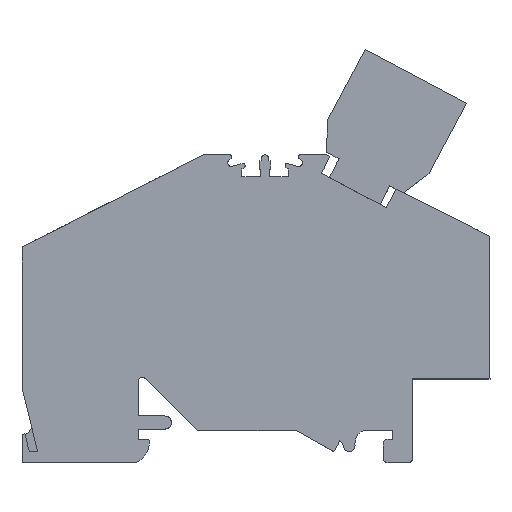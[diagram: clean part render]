
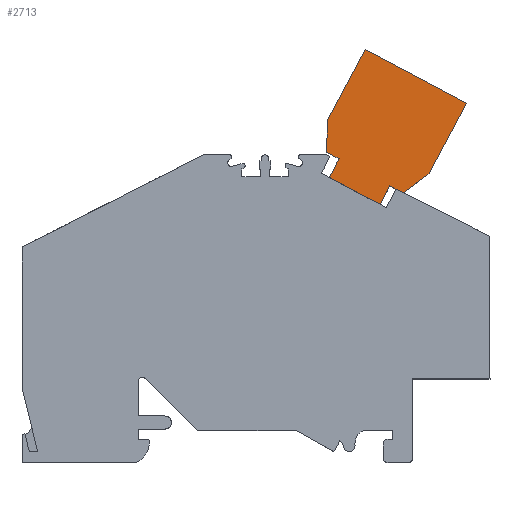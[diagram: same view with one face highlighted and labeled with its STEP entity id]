
A CAD part, top view. The second image highlights one B-rep face of the part: STEP entity #2713.
In plain terms, the highlighted planar face has unit normal (0, 0, 1).
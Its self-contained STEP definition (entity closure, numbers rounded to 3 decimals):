
#814=DIRECTION('',(0.895,-0.446,0.));
#815=VECTOR('',#814,0.36);
#816=CARTESIAN_POINT('',(19.974,16.11,2.5));
#817=LINE('',#816,#815);
#936=DIRECTION('',(-0.883,0.469,0.));
#937=VECTOR('',#936,7.907);
#938=CARTESIAN_POINT('',(17.08,14.368,2.5));
#939=LINE('',#938,#937);
#940=DIRECTION('',(-0.469,-0.883,0.));
#941=VECTOR('',#940,2.9);
#942=CARTESIAN_POINT('',(11.459,20.638,2.5));
#943=LINE('',#942,#941);
#944=DIRECTION('',(0.883,-0.469,0.));
#945=VECTOR('',#944,2.);
#946=CARTESIAN_POINT('',(9.693,21.577,2.5));
#947=LINE('',#946,#945);
#948=DIRECTION('',(-0.045,-0.999,0.));
#949=VECTOR('',#948,4.428);
#950=CARTESIAN_POINT('',(9.893,26.,2.5));
#951=LINE('',#950,#949);
#952=DIRECTION('',(-0.469,-0.883,0.));
#953=VECTOR('',#952,11.);
#954=CARTESIAN_POINT('',(15.057,35.713,2.5));
#955=LINE('',#954,#953);
#956=DIRECTION('',(-0.883,0.469,0.));
#957=VECTOR('',#956,15.8);
#958=CARTESIAN_POINT('',(29.008,28.295,2.5));
#959=LINE('',#958,#957);
#960=DIRECTION('',(0.469,0.883,0.));
#961=VECTOR('',#960,11.);
#962=CARTESIAN_POINT('',(23.844,18.583,2.5));
#963=LINE('',#962,#961);
#964=DIRECTION('',(0.803,0.596,0.));
#965=VECTOR('',#964,4.418);
#966=CARTESIAN_POINT('',(20.297,15.949,2.5));
#967=LINE('',#966,#965);
#968=DIRECTION('',(0.883,-0.469,0.));
#969=VECTOR('',#968,1.744);
#970=CARTESIAN_POINT('',(18.434,16.929,2.5));
#971=LINE('',#970,#969);
#972=DIRECTION('',(0.467,0.884,0.));
#973=VECTOR('',#972,2.896);
#974=CARTESIAN_POINT('',(17.08,14.368,2.5));
#975=LINE('',#974,#973);
#1598=CARTESIAN_POINT('',(15.057,35.713,2.5));
#1599=CARTESIAN_POINT('',(9.893,26.,2.5));
#1600=VERTEX_POINT('',#1598);
#1601=VERTEX_POINT('',#1599);
#1602=CARTESIAN_POINT('',(9.693,21.577,2.5));
#1603=VERTEX_POINT('',#1602);
#1604=CARTESIAN_POINT('',(11.459,20.638,2.5));
#1605=VERTEX_POINT('',#1604);
#1606=CARTESIAN_POINT('',(23.844,18.583,2.5));
#1607=CARTESIAN_POINT('',(29.008,28.295,2.5));
#1608=VERTEX_POINT('',#1606);
#1609=VERTEX_POINT('',#1607);
#1611=CARTESIAN_POINT('',(18.434,16.929,2.5));
#1613=VERTEX_POINT('',#1611);
#1618=CARTESIAN_POINT('',(19.974,16.11,2.5));
#1619=CARTESIAN_POINT('',(20.297,15.949,2.5));
#1620=VERTEX_POINT('',#1618);
#1621=VERTEX_POINT('',#1619);
#1714=CARTESIAN_POINT('',(17.08,14.368,2.5));
#1715=CARTESIAN_POINT('',(10.097,18.077,2.5));
#1716=VERTEX_POINT('',#1714);
#1717=VERTEX_POINT('',#1715);
#2688=CARTESIAN_POINT('',(0.,0.,2.5));
#2689=DIRECTION('',(0.,0.,1.));
#2690=DIRECTION('',(1.,0.,0.));
#2691=AXIS2_PLACEMENT_3D('',#2688,#2689,#2690);
#2692=PLANE('',#2691);
#2693=ORIENTED_EDGE('',*,*,#1907,.T.);
#2695=ORIENTED_EDGE('',*,*,#2694,.F.);
#2697=ORIENTED_EDGE('',*,*,#2696,.F.);
#2699=ORIENTED_EDGE('',*,*,#2698,.F.);
#2701=ORIENTED_EDGE('',*,*,#2700,.F.);
#2703=ORIENTED_EDGE('',*,*,#2702,.F.);
#2705=ORIENTED_EDGE('',*,*,#2704,.F.);
#2707=ORIENTED_EDGE('',*,*,#2706,.F.);
#2708=ORIENTED_EDGE('',*,*,#2518,.F.);
#2709=ORIENTED_EDGE('',*,*,#2628,.F.);
#2710=ORIENTED_EDGE('',*,*,#2681,.F.);
#2711=EDGE_LOOP('',(#2693,#2695,#2697,#2699,#2701,#2703,#2705,#2707,#2708,#2709,
#2710));
#2712=FACE_OUTER_BOUND('',#2711,.F.);
#1907=EDGE_CURVE('',#1716,#1717,#939,.T.);
#2518=EDGE_CURVE('',#1620,#1621,#817,.T.);
#2628=EDGE_CURVE('',#1613,#1620,#971,.T.);
#2681=EDGE_CURVE('',#1716,#1613,#975,.T.);
#2694=EDGE_CURVE('',#1605,#1717,#943,.T.);
#2696=EDGE_CURVE('',#1603,#1605,#947,.T.);
#2698=EDGE_CURVE('',#1601,#1603,#951,.T.);
#2700=EDGE_CURVE('',#1600,#1601,#955,.T.);
#2702=EDGE_CURVE('',#1609,#1600,#959,.T.);
#2704=EDGE_CURVE('',#1608,#1609,#963,.T.);
#2706=EDGE_CURVE('',#1621,#1608,#967,.T.);
#2713=ADVANCED_FACE('',(#2712),#2692,.T.);
